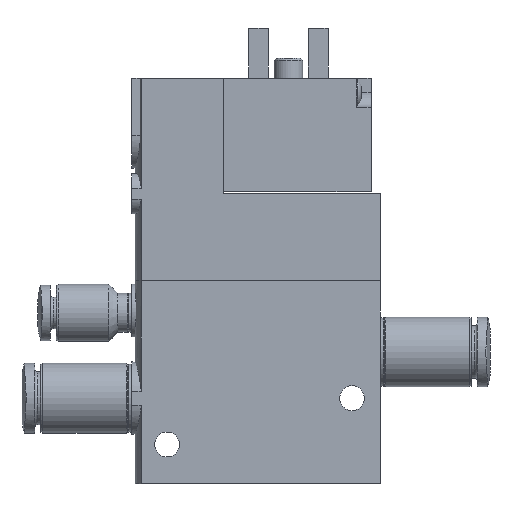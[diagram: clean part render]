
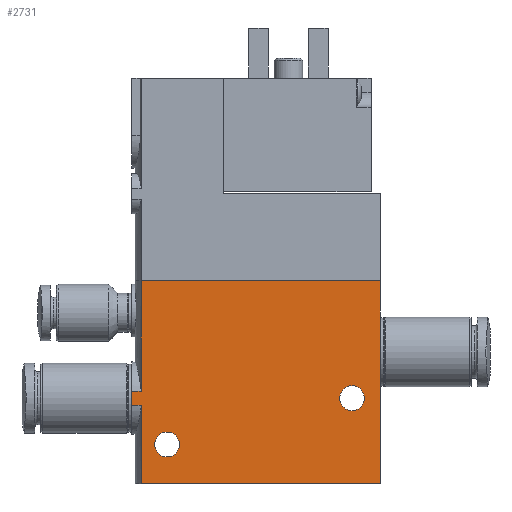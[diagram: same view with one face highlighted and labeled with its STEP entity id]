
A CAD part, left-side view. The second image highlights one B-rep face of the part: STEP entity #2731.
In plain terms, the highlighted face is planar.
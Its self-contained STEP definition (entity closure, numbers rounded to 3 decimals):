
#91=PLANE('',#3430);
#235=CIRCLE('',#3422,1.75);
#240=CIRCLE('',#3431,1.75);
#412=ORIENTED_EDGE('',*,*,#1124,.T.);
#413=ORIENTED_EDGE('',*,*,#1147,.T.);
#414=ORIENTED_EDGE('',*,*,#1138,.F.);
#415=ORIENTED_EDGE('',*,*,#1114,.T.);
#416=ORIENTED_EDGE('',*,*,#1126,.T.);
#417=ORIENTED_EDGE('',*,*,#1116,.T.);
#418=ORIENTED_EDGE('',*,*,#1143,.F.);
#419=ORIENTED_EDGE('',*,*,#1148,.F.);
#420=ORIENTED_EDGE('',*,*,#1149,.F.);
#421=ORIENTED_EDGE('',*,*,#1135,.F.);
#1114=EDGE_CURVE('',#1491,#1490,#1759,.F.);
#1116=EDGE_CURVE('',#1492,#1493,#1760,.T.);
#1124=EDGE_CURVE('',#1501,#1500,#1764,.T.);
#1126=EDGE_CURVE('',#1490,#1492,#1766,.T.);
#1135=EDGE_CURVE('',#1508,#1508,#235,.F.);
#1138=EDGE_CURVE('',#1491,#1510,#1772,.T.);
#1143=EDGE_CURVE('',#1513,#1493,#1775,.T.);
#1147=EDGE_CURVE('',#1500,#1510,#1778,.T.);
#1148=EDGE_CURVE('',#1501,#1513,#1779,.T.);
#1149=EDGE_CURVE('',#1515,#1515,#240,.F.);
#1490=VERTEX_POINT('',#4568);
#1491=VERTEX_POINT('',#4570);
#1492=VERTEX_POINT('',#4580);
#1493=VERTEX_POINT('',#4581);
#1500=VERTEX_POINT('',#4602);
#1501=VERTEX_POINT('',#4604);
#1508=VERTEX_POINT('',#4636);
#1510=VERTEX_POINT('',#4642);
#1513=VERTEX_POINT('',#4650);
#1515=VERTEX_POINT('',#4661);
#1759=LINE('',#4569,#1942);
#1760=LINE('',#4579,#1943);
#1764=LINE('',#4603,#1947);
#1766=LINE('',#4607,#1949);
#1772=LINE('',#4641,#1955);
#1775=LINE('',#4651,#1958);
#1778=LINE('',#4658,#1961);
#1779=LINE('',#4659,#1962);
#1942=VECTOR('',#3738,1000.);
#1943=VECTOR('',#3741,1000.);
#1947=VECTOR('',#3753,1000.);
#1949=VECTOR('',#3757,1000.);
#1955=VECTOR('',#3781,1000.);
#1958=VECTOR('',#3790,1000.);
#1961=VECTOR('',#3799,1000.);
#1962=VECTOR('',#3800,1000.);
#2141=EDGE_LOOP('',(#412,#413,#414,#415,#416,#417,#418,#419));
#2142=EDGE_LOOP('',(#420));
#2143=EDGE_LOOP('',(#421));
#2407=FACE_BOUND('',#2141,.T.);
#2408=FACE_BOUND('',#2142,.T.);
#2409=FACE_BOUND('',#2143,.T.);
#2731=ADVANCED_FACE('',(#2407,#2408,#2409),#91,.F.);
#3422=AXIS2_PLACEMENT_3D('',#4635,#3774,#3775);
#3430=AXIS2_PLACEMENT_3D('',#4657,#3797,#3798);
#3431=AXIS2_PLACEMENT_3D('',#4660,#3801,#3802);
#3738=DIRECTION('',(0.,-1.,0.));
#3741=DIRECTION('',(0.,-1.,0.));
#3753=DIRECTION('',(-1.,0.,0.));
#3757=DIRECTION('',(1.,0.,0.));
#3774=DIRECTION('',(0.,0.,1.));
#3775=DIRECTION('',(1.,0.,0.));
#3781=DIRECTION('',(-1.,0.,0.));
#3790=DIRECTION('',(-1.,0.,0.));
#3797=DIRECTION('',(0.,0.,1.));
#3798=DIRECTION('',(1.,0.,0.));
#3799=DIRECTION('',(0.,1.,0.));
#3800=DIRECTION('',(0.,1.,0.));
#3801=DIRECTION('',(0.,0.,1.));
#3802=DIRECTION('',(1.,0.,0.));
#4568=CARTESIAN_POINT('',(15.495,35.,-5.));
#4569=CARTESIAN_POINT('',(15.495,0.,-5.));
#4570=CARTESIAN_POINT('',(15.495,33.642,-5.));
#4579=CARTESIAN_POINT('',(17.505,0.,-5.));
#4580=CARTESIAN_POINT('',(17.505,35.,-5.));
#4581=CARTESIAN_POINT('',(17.505,33.642,-5.));
#4602=CARTESIAN_POINT('',(0.,0.,-5.));
#4603=CARTESIAN_POINT('',(28.5,0.,-5.));
#4604=CARTESIAN_POINT('',(28.5,0.,-5.));
#4607=CARTESIAN_POINT('',(16.5,35.,-5.));
#4635=CARTESIAN_POINT('',(16.5,4.,-5.));
#4636=CARTESIAN_POINT('',(18.25,4.,-5.));
#4641=CARTESIAN_POINT('',(28.5,33.642,-5.));
#4642=CARTESIAN_POINT('',(0.,33.642,-5.));
#4650=CARTESIAN_POINT('',(28.5,33.642,-5.));
#4651=CARTESIAN_POINT('',(28.5,33.642,-5.));
#4657=CARTESIAN_POINT('',(28.5,0.,-5.));
#4658=CARTESIAN_POINT('',(0.,0.,-5.));
#4659=CARTESIAN_POINT('',(28.5,0.,-5.));
#4660=CARTESIAN_POINT('',(23.,30.,-5.));
#4661=CARTESIAN_POINT('',(24.75,30.,-5.));
